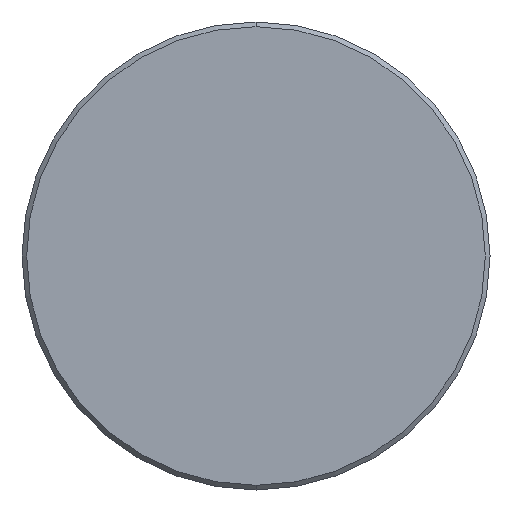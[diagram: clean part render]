
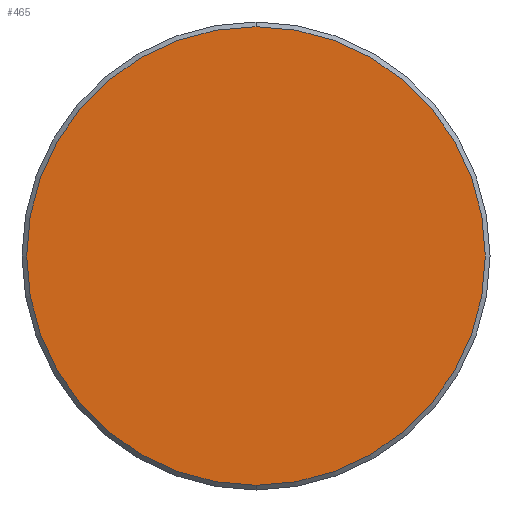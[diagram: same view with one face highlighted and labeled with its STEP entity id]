
A CAD part, left-side view. The second image highlights one B-rep face of the part: STEP entity #465.
In plain terms, the highlighted planar face has unit normal (-1, 0, 0).
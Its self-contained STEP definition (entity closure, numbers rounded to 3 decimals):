
#4 = AXIS2_PLACEMENT_3D ( 'NONE', #159, #1049, #511 ) ;
#50 = EDGE_LOOP ( 'NONE', ( #257, #152 ) ) ;
#152 = ORIENTED_EDGE ( 'NONE', *, *, #514, .T. ) ;
#159 = CARTESIAN_POINT ( 'NONE',  ( -59.7, 0., 0. ) ) ;
#169 = VERTEX_POINT ( 'NONE', #992 ) ;
#171 = PLANE ( 'NONE',  #874 ) ;
#257 = ORIENTED_EDGE ( 'NONE', *, *, #1017, .T. ) ;
#266 = DIRECTION ( 'NONE',  ( -1., 0., 0. ) ) ;
#340 = CARTESIAN_POINT ( 'NONE',  ( -59.7, 0., -14.7 ) ) ;
#343 = DIRECTION ( 'NONE',  ( -1., 0., 0. ) ) ;
#353 = DIRECTION ( 'NONE',  ( 0., 0., 1. ) ) ;
#465 = ADVANCED_FACE ( 'NONE', ( #857 ), #171, .T. ) ;
#502 = VERTEX_POINT ( 'NONE', #340 ) ;
#511 = DIRECTION ( 'NONE',  ( 0., 0., -1. ) ) ;
#514 = EDGE_CURVE ( 'NONE', #169, #502, #776, .T. ) ;
#776 = CIRCLE ( 'NONE', #4, 14.7 ) ;
#857 = FACE_OUTER_BOUND ( 'NONE', #50, .T. ) ;
#874 = AXIS2_PLACEMENT_3D ( 'NONE', #1147, #266, #353 ) ;
#930 = AXIS2_PLACEMENT_3D ( 'NONE', #945, #343, #939 ) ;
#939 = DIRECTION ( 'NONE',  ( 0., 0., -1. ) ) ;
#945 = CARTESIAN_POINT ( 'NONE',  ( -59.7, 0., 0. ) ) ;
#992 = CARTESIAN_POINT ( 'NONE',  ( -59.7, 0., 14.7 ) ) ;
#1000 = CIRCLE ( 'NONE', #930, 14.7 ) ;
#1017 = EDGE_CURVE ( 'NONE', #502, #169, #1000, .T. ) ;
#1049 = DIRECTION ( 'NONE',  ( -1., 0., 0. ) ) ;
#1147 = CARTESIAN_POINT ( 'NONE',  ( -59.7, -14.876, -14.876 ) ) ;
